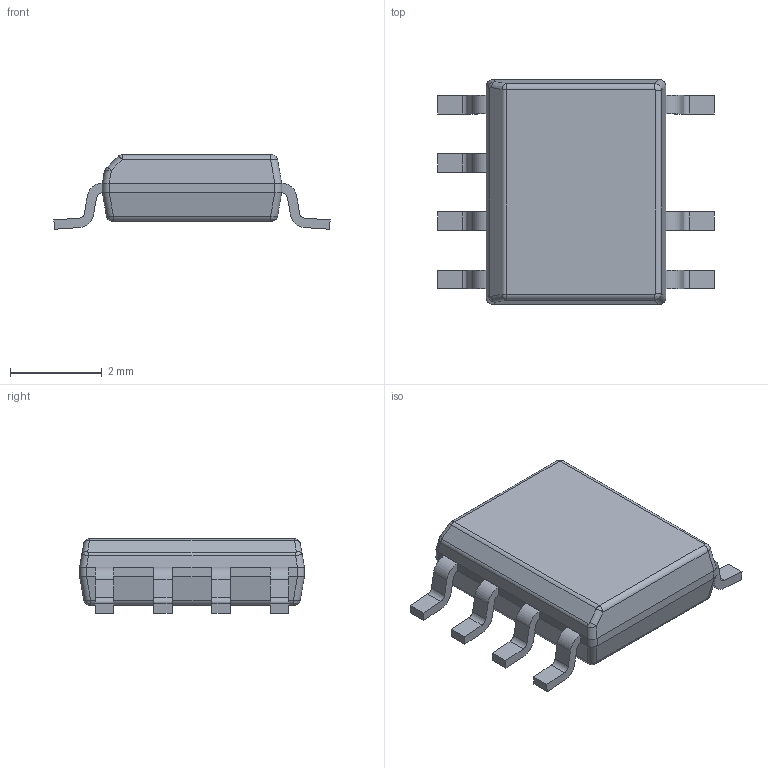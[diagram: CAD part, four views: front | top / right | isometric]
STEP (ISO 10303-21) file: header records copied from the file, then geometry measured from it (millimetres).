
FILE_DESCRIPTION((''),'2;1');
FILE_NAME('D0007A_ASM','2018-01-25T09:04:57',('a0412086'),(''),'CREO PARAMETRIC BY PTC INC, 2017260','CREO PARAMETRIC BY PTC INC, 2017260','');
FILE_SCHEMA(('AUTOMOTIVE_DESIGN { 1 0 10303 214 1 1 1 1 }'));
Length unit declared in the file: inch
Products named in the file (3): BODY-SO; LEAD-D0007A; D0007A_ASM
Assembly tree (8 placements, depth 2):
  D0007A_ASM
    BODY-SO
    LEAD-D0007A  x7
Bounding box: 6.02 x 4.9 x 1.63 mm (x, y, z)
Volume: 27.2 mm3; surface area: 72.2 mm2
Topology: 8 solids, 8 shells, 147 faces, 369 edges, 238 vertices
Faces by surface type: plane 86, cylinder 51, bspline 8, sphere 2
Entity records: 4039 total; most frequent: CARTESIAN_POINT 1725, DIRECTION 340, ORIENTED_EDGE 318, PRESENTATION_STYLE_ASSIGNMENT 161, STYLED_ITEM 161, CURVE_STYLE 159, EDGE_CURVE 159, AXIS2_PLACEMENT_3D 125
